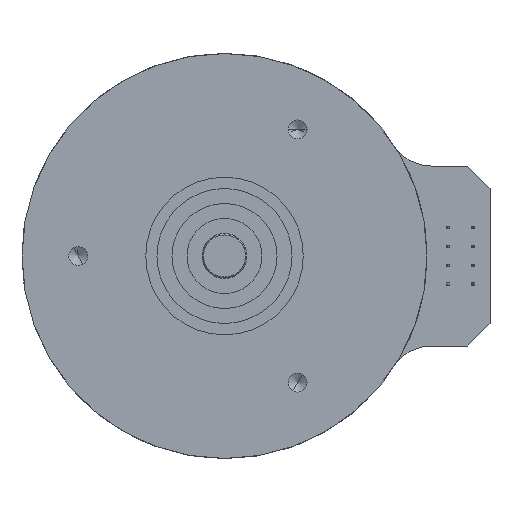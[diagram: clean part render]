
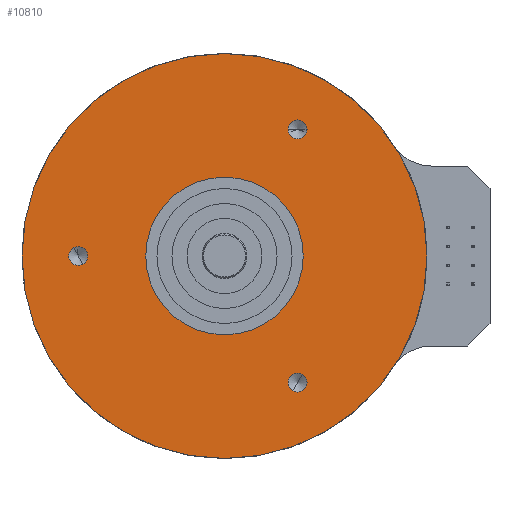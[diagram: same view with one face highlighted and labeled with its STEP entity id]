
A CAD part, left-side view. The second image highlights one B-rep face of the part: STEP entity #10810.
In plain terms, the highlighted planar face has unit normal (-1, 0, 0).
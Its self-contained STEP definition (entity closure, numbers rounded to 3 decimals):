
#13 = VERTEX_POINT ( 'NONE', #3270 ) ;
#24 = CARTESIAN_POINT ( 'NONE',  ( 0., -45., 0. ) ) ;
#32 = CARTESIAN_POINT ( 'NONE',  ( 0., 0., 0. ) ) ;
#82 = AXIS2_PLACEMENT_3D ( 'NONE', #1451, #3351, #1568 ) ;
#135 = AXIS2_PLACEMENT_3D ( 'NONE', #6877, #218, #2061 ) ;
#143 = DIRECTION ( 'NONE',  ( 0., 1., 0. ) ) ;
#155 = DIRECTION ( 'NONE',  ( 0., 1., 0. ) ) ;
#213 = ORIENTED_EDGE ( 'NONE', *, *, #10045, .F. ) ;
#218 = DIRECTION ( 'NONE',  ( -1., 0., 0. ) ) ;
#562 = ORIENTED_EDGE ( 'NONE', *, *, #9601, .F. ) ;
#1105 = DIRECTION ( 'NONE',  ( -1., 0., 0. ) ) ;
#1208 = AXIS2_PLACEMENT_3D ( 'NONE', #7161, #5954, #11037 ) ;
#1371 = FACE_BOUND ( 'NONE', #10974, .T. ) ;
#1451 = CARTESIAN_POINT ( 'NONE',  ( 0., 0., 0. ) ) ;
#1568 = DIRECTION ( 'NONE',  ( 0., 1., 0. ) ) ;
#1814 = CIRCLE ( 'NONE', #10338, 45. ) ;
#1933 = CARTESIAN_POINT ( 'NONE',  ( 0., -16.25, -28.146 ) ) ;
#1988 = DIRECTION ( 'NONE',  ( 0., -0.5, -0.866 ) ) ;
#2061 = DIRECTION ( 'NONE',  ( 0., 0.5, 0.866 ) ) ;
#2194 = FACE_BOUND ( 'NONE', #10058, .T. ) ;
#2271 = VERTEX_POINT ( 'NONE', #6768 ) ;
#2525 = ORIENTED_EDGE ( 'NONE', *, *, #2627, .F. ) ;
#2627 = EDGE_CURVE ( 'NONE', #9429, #10554, #12497, .T. ) ;
#2785 = EDGE_LOOP ( 'NONE', ( #7466, #562 ) ) ;
#2825 = DIRECTION ( 'NONE',  ( -1., 0., 0. ) ) ;
#3224 = AXIS2_PLACEMENT_3D ( 'NONE', #10896, #8931, #10070 ) ;
#3250 = CARTESIAN_POINT ( 'NONE',  ( 0., -15.2, -29.964 ) ) ;
#3268 = AXIS2_PLACEMENT_3D ( 'NONE', #32, #12478, #155 ) ;
#3270 = CARTESIAN_POINT ( 'NONE',  ( 0., 33.55, 1.819 ) ) ;
#3351 = DIRECTION ( 'NONE',  ( 1., 0., 0. ) ) ;
#3361 = CARTESIAN_POINT ( 'NONE',  ( 0., 0., 0. ) ) ;
#3393 = EDGE_CURVE ( 'NONE', #10011, #9395, #8331, .T. ) ;
#3585 = CARTESIAN_POINT ( 'NONE',  ( 0., -16.25, -28.146 ) ) ;
#3702 = ORIENTED_EDGE ( 'NONE', *, *, #3947, .F. ) ;
#3826 = ORIENTED_EDGE ( 'NONE', *, *, #9835, .F. ) ;
#3947 = EDGE_CURVE ( 'NONE', #10644, #11217, #12321, .T. ) ;
#4041 = CARTESIAN_POINT ( 'NONE',  ( 0., 0., 0. ) ) ;
#4208 = AXIS2_PLACEMENT_3D ( 'NONE', #4041, #11794, #6956 ) ;
#4373 = DIRECTION ( 'NONE',  ( -1., 0., 0. ) ) ;
#4549 = VERTEX_POINT ( 'NONE', #6340 ) ;
#4897 = EDGE_LOOP ( 'NONE', ( #3702, #6320 ) ) ;
#4995 = FACE_OUTER_BOUND ( 'NONE', #4897, .T. ) ;
#5381 = CARTESIAN_POINT ( 'NONE',  ( 0., -17.3, -26.327 ) ) ;
#5619 = DIRECTION ( 'NONE',  ( 0., -0.5, 0.866 ) ) ;
#5749 = CARTESIAN_POINT ( 'NONE',  ( 0., 45., 0. ) ) ;
#5755 = CIRCLE ( 'NONE', #82, 17.5 ) ;
#5954 = DIRECTION ( 'NONE',  ( -1., 0., 0. ) ) ;
#6181 = EDGE_CURVE ( 'NONE', #10011, #9395, #5755, .T. ) ;
#6189 = FACE_BOUND ( 'NONE', #8020, .T. ) ;
#6320 = ORIENTED_EDGE ( 'NONE', *, *, #7243, .T. ) ;
#6340 = CARTESIAN_POINT ( 'NONE',  ( 0., -18.35, 28.146 ) ) ;
#6768 = CARTESIAN_POINT ( 'NONE',  ( 0., 31.45, -1.819 ) ) ;
#6877 = CARTESIAN_POINT ( 'NONE',  ( 0., 32.5, 0. ) ) ;
#6943 = CARTESIAN_POINT ( 'NONE',  ( 0., -14.15, 28.146 ) ) ;
#6956 = DIRECTION ( 'NONE',  ( 0., 1., 0. ) ) ;
#6993 = CARTESIAN_POINT ( 'NONE',  ( 0., 0., 0. ) ) ;
#7000 = CARTESIAN_POINT ( 'NONE',  ( 0., 17.5, 0. ) ) ;
#7161 = CARTESIAN_POINT ( 'NONE',  ( 0., -16.25, 28.146 ) ) ;
#7183 = ORIENTED_EDGE ( 'NONE', *, *, #6181, .T. ) ;
#7243 = EDGE_CURVE ( 'NONE', #10644, #11217, #1814, .T. ) ;
#7415 = ORIENTED_EDGE ( 'NONE', *, *, #11293, .F. ) ;
#7466 = ORIENTED_EDGE ( 'NONE', *, *, #8145, .F. ) ;
#7632 = CARTESIAN_POINT ( 'NONE',  ( 0., 32.5, 0. ) ) ;
#8020 = EDGE_LOOP ( 'NONE', ( #213, #7415 ) ) ;
#8145 = EDGE_CURVE ( 'NONE', #4549, #12508, #12563, .T. ) ;
#8183 = DIRECTION ( 'NONE',  ( 0., 1., 0. ) ) ;
#8236 = CIRCLE ( 'NONE', #11687, 2.1 ) ;
#8276 = AXIS2_PLACEMENT_3D ( 'NONE', #7632, #1105, #1988 ) ;
#8331 = CIRCLE ( 'NONE', #3268, 17.5 ) ;
#8491 = CIRCLE ( 'NONE', #3224, 2.1 ) ;
#8635 = CIRCLE ( 'NONE', #135, 2.1 ) ;
#8863 = PLANE ( 'NONE',  #4208 ) ;
#8931 = DIRECTION ( 'NONE',  ( -1., 0., 0. ) ) ;
#9248 = AXIS2_PLACEMENT_3D ( 'NONE', #1933, #2825, #5619 ) ;
#9395 = VERTEX_POINT ( 'NONE', #12306 ) ;
#9429 = VERTEX_POINT ( 'NONE', #5381 ) ;
#9601 = EDGE_CURVE ( 'NONE', #12508, #4549, #8491, .T. ) ;
#9835 = EDGE_CURVE ( 'NONE', #10554, #9429, #8236, .T. ) ;
#10011 = VERTEX_POINT ( 'NONE', #7000 ) ;
#10045 = EDGE_CURVE ( 'NONE', #13, #2271, #8635, .T. ) ;
#10058 = EDGE_LOOP ( 'NONE', ( #3826, #2525 ) ) ;
#10070 = DIRECTION ( 'NONE',  ( 0., 1., 0. ) ) ;
#10072 = FACE_BOUND ( 'NONE', #2785, .T. ) ;
#10141 = DIRECTION ( 'NONE',  ( 0., 0.5, -0.866 ) ) ;
#10338 = AXIS2_PLACEMENT_3D ( 'NONE', #3361, #4373, #8183 ) ;
#10554 = VERTEX_POINT ( 'NONE', #3250 ) ;
#10644 = VERTEX_POINT ( 'NONE', #5749 ) ;
#10810 = ADVANCED_FACE ( 'NONE', ( #6189, #2194, #10072, #1371, #4995 ), #8863, .F. ) ;
#10896 = CARTESIAN_POINT ( 'NONE',  ( 0., -16.25, 28.146 ) ) ;
#10974 = EDGE_LOOP ( 'NONE', ( #11567, #7183 ) ) ;
#11037 = DIRECTION ( 'NONE',  ( 0., -1., 0. ) ) ;
#11217 = VERTEX_POINT ( 'NONE', #24 ) ;
#11293 = EDGE_CURVE ( 'NONE', #2271, #13, #12135, .T. ) ;
#11334 = DIRECTION ( 'NONE',  ( -1., 0., 0. ) ) ;
#11567 = ORIENTED_EDGE ( 'NONE', *, *, #3393, .F. ) ;
#11687 = AXIS2_PLACEMENT_3D ( 'NONE', #3585, #11334, #10141 ) ;
#11794 = DIRECTION ( 'NONE',  ( 1., 0., 0. ) ) ;
#12024 = DIRECTION ( 'NONE',  ( 1., 0., 0. ) ) ;
#12114 = AXIS2_PLACEMENT_3D ( 'NONE', #6993, #12024, #143 ) ;
#12135 = CIRCLE ( 'NONE', #8276, 2.1 ) ;
#12306 = CARTESIAN_POINT ( 'NONE',  ( 0., -17.5, 0. ) ) ;
#12321 = CIRCLE ( 'NONE', #12114, 45. ) ;
#12478 = DIRECTION ( 'NONE',  ( -1., 0., 0. ) ) ;
#12497 = CIRCLE ( 'NONE', #9248, 2.1 ) ;
#12508 = VERTEX_POINT ( 'NONE', #6943 ) ;
#12563 = CIRCLE ( 'NONE', #1208, 2.1 ) ;
